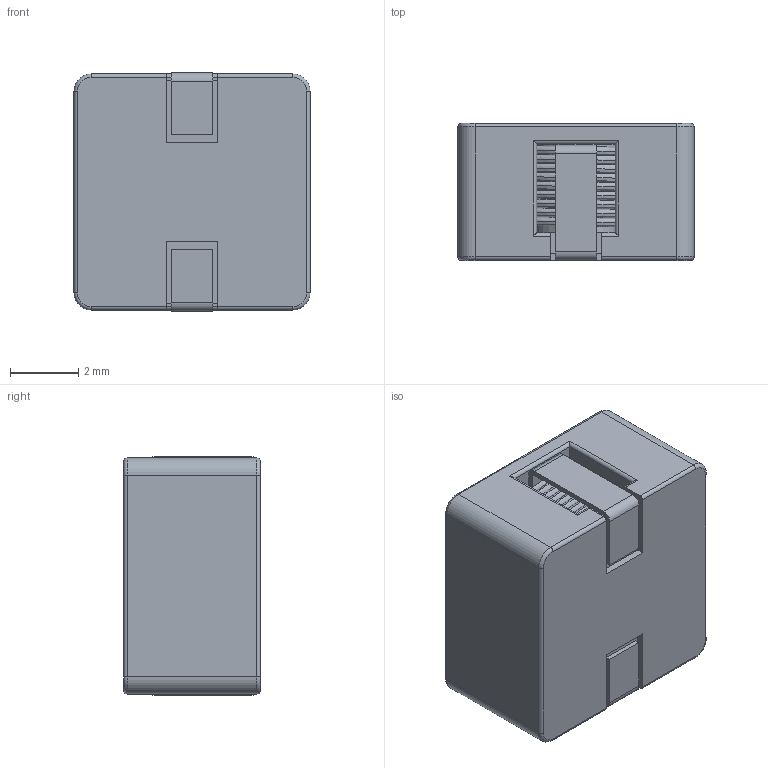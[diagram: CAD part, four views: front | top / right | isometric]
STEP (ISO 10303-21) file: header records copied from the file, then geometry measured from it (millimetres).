
FILE_DESCRIPTION (( 'STEP AP214' ), '1' );
FILE_NAME ('WE-HCI 7040.STEP', '2016-01-26T00:29:13', ( '' ), ( '' ), 'SwSTEP 2.0', 'SolidWorks 2015', '' );
FILE_SCHEMA (( 'AUTOMOTIVE_DESIGN' ));
Length unit declared in the file: millimetre
Products named in the file (1): WE-HCI 7040
Bounding box: 6.9 x 4 x 6.98 mm (x, y, z)
Volume: 133.6 mm3; surface area: 413.4 mm2
Topology: 2 solids, 2 shells, 112 faces, 419 edges, 271 vertices
Faces by surface type: cylinder 55, plane 47, torus 8, bspline 2
Entity records: 7454 total; most frequent: CARTESIAN_POINT 3808, ORIENTED_EDGE 838, DIRECTION 552, EDGE_CURVE 419, VERTEX_POINT 271, VECTOR 198, LINE 198, AXIS2_PLACEMENT_3D 177
